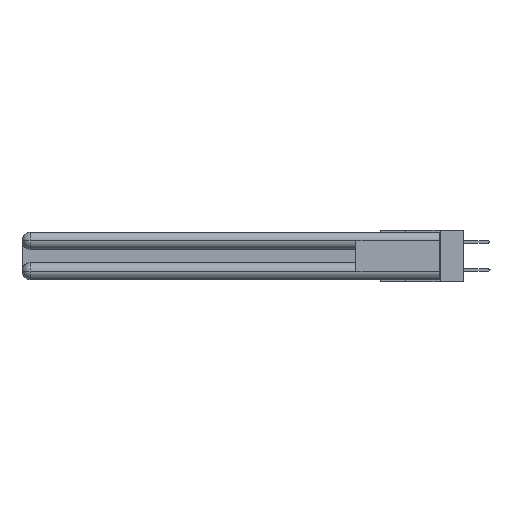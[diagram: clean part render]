
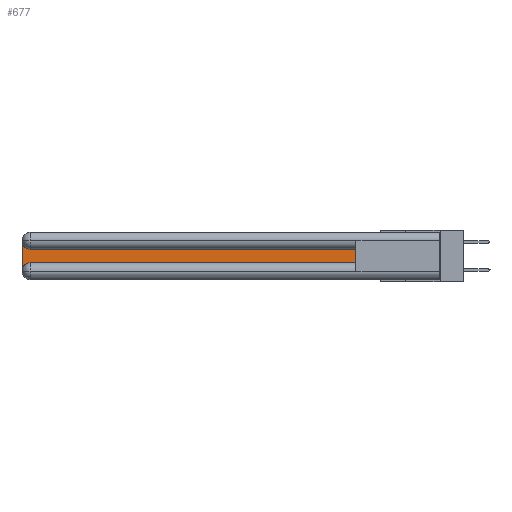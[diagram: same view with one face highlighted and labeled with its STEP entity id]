
A CAD part, left-side view. The second image highlights one B-rep face of the part: STEP entity #677.
In plain terms, the highlighted planar face has unit normal (-1, 0, 0).
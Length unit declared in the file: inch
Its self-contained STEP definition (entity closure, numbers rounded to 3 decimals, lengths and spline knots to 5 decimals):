
#451 = LINE ( 'NONE', #20971, #14874 ) ;
#509 = CIRCLE ( 'NONE', #19217, 0.06 ) ;
#677 = ADVANCED_FACE ( 'NONE', ( #5889 ), #9002, .F. ) ;
#771 = CARTESIAN_POINT ( 'NONE',  ( 0.075, 2.94, -0.2175 ) ) ;
#2423 = CIRCLE ( 'NONE', #12762, 0.06 ) ;
#2633 = ORIENTED_EDGE ( 'NONE', *, *, #15592, .T. ) ;
#3925 = CARTESIAN_POINT ( 'NONE',  ( 0.075, 0.6, -0.2175 ) ) ;
#4324 = VERTEX_POINT ( 'NONE', #771 ) ;
#4924 = ORIENTED_EDGE ( 'NONE', *, *, #18487, .T. ) ;
#5889 = FACE_OUTER_BOUND ( 'NONE', #14948, .T. ) ;
#6218 = CARTESIAN_POINT ( 'NONE',  ( 0.075, 0.6, -0.2175 ) ) ;
#6501 = VERTEX_POINT ( 'NONE', #8488 ) ;
#8488 = CARTESIAN_POINT ( 'NONE',  ( 0.075, 3., -0.0625 ) ) ;
#8663 = DIRECTION ( 'NONE',  ( 0., -1., 0. ) ) ;
#8935 = DIRECTION ( 'NONE',  ( 1., 0., 0. ) ) ;
#9002 = PLANE ( 'NONE',  #26309 ) ;
#9183 = DIRECTION ( 'NONE',  ( 1., 0., 0. ) ) ;
#10406 = ORIENTED_EDGE ( 'NONE', *, *, #14767, .T. ) ;
#10665 = ORIENTED_EDGE ( 'NONE', *, *, #23937, .T. ) ;
#11093 = CARTESIAN_POINT ( 'NONE',  ( 0.075, 3., -0.1225 ) ) ;
#11094 = ORIENTED_EDGE ( 'NONE', *, *, #26960, .T. ) ;
#11732 = VERTEX_POINT ( 'NONE', #6218 ) ;
#11838 = CARTESIAN_POINT ( 'NONE',  ( 0.075, 3., -0.2175 ) ) ;
#11972 = LINE ( 'NONE', #11838, #23415 ) ;
#12038 = VECTOR ( 'NONE', #20238, 39.37008 ) ;
#12124 = ORIENTED_EDGE ( 'NONE', *, *, #15314, .T. ) ;
#12347 = LINE ( 'NONE', #21721, #12038 ) ;
#12762 = AXIS2_PLACEMENT_3D ( 'NONE', #15575, #8935, #19657 ) ;
#12809 = VECTOR ( 'NONE', #26968, 39.37008 ) ;
#14389 = DIRECTION ( 'NONE',  ( 0., 0., -1. ) ) ;
#14767 = EDGE_CURVE ( 'NONE', #6501, #19307, #11972, .T. ) ;
#14874 = VECTOR ( 'NONE', #8663, 39.37008 ) ;
#14948 = EDGE_LOOP ( 'NONE', ( #11094, #2633, #10406, #12124, #4924, #10665 ) ) ;
#15314 = EDGE_CURVE ( 'NONE', #19307, #4324, #2423, .T. ) ;
#15575 = CARTESIAN_POINT ( 'NONE',  ( 0.075, 2.94, -0.2775 ) ) ;
#15592 = EDGE_CURVE ( 'NONE', #21355, #6501, #509, .T. ) ;
#16281 = CARTESIAN_POINT ( 'NONE',  ( 0.075, 2.94, -0.0625 ) ) ;
#16288 = DIRECTION ( 'NONE',  ( 0., 0., -1. ) ) ;
#18487 = EDGE_CURVE ( 'NONE', #4324, #11732, #451, .T. ) ;
#18991 = LINE ( 'NONE', #3925, #12809 ) ;
#19217 = AXIS2_PLACEMENT_3D ( 'NONE', #16281, #20293, #14389 ) ;
#19307 = VERTEX_POINT ( 'NONE', #22995 ) ;
#19381 = VERTEX_POINT ( 'NONE', #25627 ) ;
#19657 = DIRECTION ( 'NONE',  ( 0., 0., -1. ) ) ;
#20238 = DIRECTION ( 'NONE',  ( 0., 1., 0. ) ) ;
#20293 = DIRECTION ( 'NONE',  ( 1., 0., 0. ) ) ;
#20971 = CARTESIAN_POINT ( 'NONE',  ( 0.075, 0.6, -0.2175 ) ) ;
#21355 = VERTEX_POINT ( 'NONE', #22218 ) ;
#21721 = CARTESIAN_POINT ( 'NONE',  ( 0.075, 0.6, -0.1225 ) ) ;
#22218 = CARTESIAN_POINT ( 'NONE',  ( 0.075, 2.94, -0.1225 ) ) ;
#22995 = CARTESIAN_POINT ( 'NONE',  ( 0.075, 3., -0.2775 ) ) ;
#23415 = VECTOR ( 'NONE', #16288, 39.37008 ) ;
#23511 = DIRECTION ( 'NONE',  ( 0., 0., -1. ) ) ;
#23937 = EDGE_CURVE ( 'NONE', #11732, #19381, #18991, .T. ) ;
#25627 = CARTESIAN_POINT ( 'NONE',  ( 0.075, 0.6, -0.1225 ) ) ;
#26309 = AXIS2_PLACEMENT_3D ( 'NONE', #11093, #9183, #23511 ) ;
#26960 = EDGE_CURVE ( 'NONE', #19381, #21355, #12347, .T. ) ;
#26968 = DIRECTION ( 'NONE',  ( 0., 0., 1. ) ) ;
